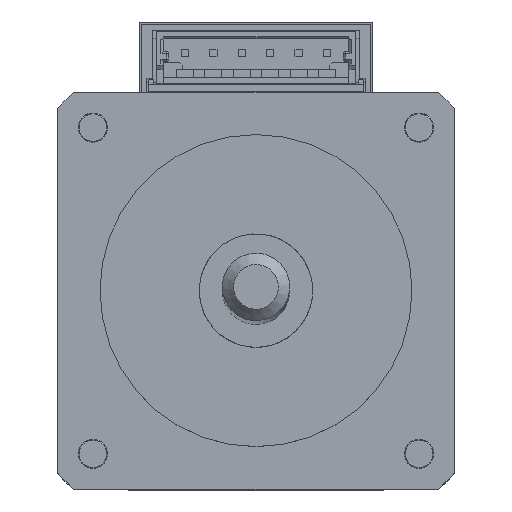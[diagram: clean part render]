
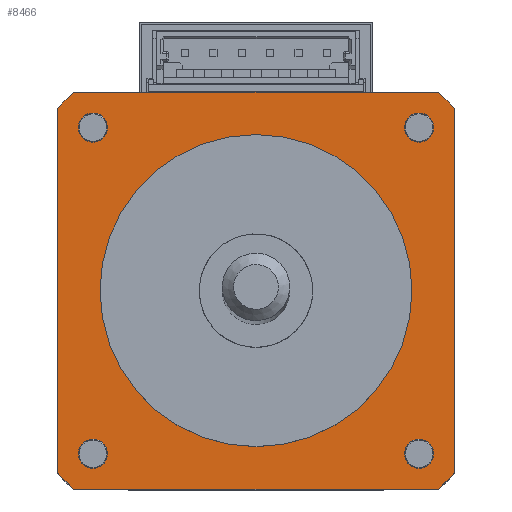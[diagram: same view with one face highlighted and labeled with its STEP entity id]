
A CAD part, top view. The second image highlights one B-rep face of the part: STEP entity #8466.
In plain terms, the highlighted planar face has unit normal (0, 0, 1).
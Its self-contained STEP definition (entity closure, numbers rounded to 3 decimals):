
#8232=CARTESIAN_POINT('',(12.525,-11.5,15.85));
#8233=VERTEX_POINT('',#8232);
#8234=CARTESIAN_POINT('',(11.5,-11.5,15.85));
#8235=DIRECTION('',(0.0,0.0,-1.0));
#8236=DIRECTION('',(1.0,0.0,0.0));
#8237=AXIS2_PLACEMENT_3D('',#8234,#8235,#8236);
#8238=CIRCLE('',#8237,1.025);
#8239=EDGE_CURVE('',#8233,#8233,#8238,.T.);
#8252=CARTESIAN_POINT('',(-10.475,11.5,15.85));
#8253=VERTEX_POINT('',#8252);
#8254=CARTESIAN_POINT('',(-11.5,11.5,15.85));
#8255=DIRECTION('',(0.0,0.0,-1.0));
#8256=DIRECTION('',(1.0,0.0,0.0));
#8257=AXIS2_PLACEMENT_3D('',#8254,#8255,#8256);
#8258=CIRCLE('',#8257,1.025);
#8259=EDGE_CURVE('',#8253,#8253,#8258,.T.);
#8272=CARTESIAN_POINT('',(12.525,11.5,15.85));
#8273=VERTEX_POINT('',#8272);
#8274=CARTESIAN_POINT('',(11.5,11.5,15.85));
#8275=DIRECTION('',(0.0,0.0,-1.0));
#8276=DIRECTION('',(1.0,0.0,0.0));
#8277=AXIS2_PLACEMENT_3D('',#8274,#8275,#8276);
#8278=CIRCLE('',#8277,1.025);
#8279=EDGE_CURVE('',#8273,#8273,#8278,.T.);
#8292=CARTESIAN_POINT('',(-10.475,-11.5,15.85));
#8293=VERTEX_POINT('',#8292);
#8294=CARTESIAN_POINT('',(-11.5,-11.5,15.85));
#8295=DIRECTION('',(0.0,0.0,-1.0));
#8296=DIRECTION('',(1.0,0.0,0.0));
#8297=AXIS2_PLACEMENT_3D('',#8294,#8295,#8296);
#8298=CIRCLE('',#8297,1.025);
#8299=EDGE_CURVE('',#8293,#8293,#8298,.T.);
#8320=CARTESIAN_POINT('',(11.0,0.,15.85));
#8321=VERTEX_POINT('',#8320);
#8322=CARTESIAN_POINT('',(0.0,0.0,15.85));
#8323=DIRECTION('',(0.0,0.0,-1.0));
#8324=DIRECTION('',(-1.0,0.0,0.0));
#8325=AXIS2_PLACEMENT_3D('',#8322,#8323,#8324);
#8326=CIRCLE('',#8325,11.0);
#8327=EDGE_CURVE('',#8321,#8321,#8326,.T.);
#8360=CARTESIAN_POINT('',(-12.845,-14.0,15.85));
#8361=VERTEX_POINT('',#8360);
#8368=CARTESIAN_POINT('',(-14.,-12.845,15.85));
#8369=VERTEX_POINT('',#8368);
#8370=CARTESIAN_POINT('',(0.0,0.0,15.85));
#8371=DIRECTION('',(0.0,0.0,1.0));
#8372=DIRECTION('',(0.737,0.676,0.0));
#8373=AXIS2_PLACEMENT_3D('',#8370,#8371,#8372);
#8374=CIRCLE('',#8373,19.);
#8375=EDGE_CURVE('',#8369,#8361,#8374,.T.);
#8386=CARTESIAN_POINT('',(0.,0.,15.85));
#8387=DIRECTION('',(0.0,0.0,1.0));
#8388=DIRECTION('',(1.0,0.0,0.0));
#8389=AXIS2_PLACEMENT_3D('',#8386,#8387,#8388);
#8390=PLANE('',#8389);
#8391=ORIENTED_EDGE('',*,*,#8375,.T.);
#8392=CARTESIAN_POINT('',(12.845,-14.0,15.85));
#8393=VERTEX_POINT('',#8392);
#8394=CARTESIAN_POINT('',(-12.845,-14.,15.85));
#8395=DIRECTION('',(1.0,0.0,0.0));
#8396=VECTOR('',#8395,25.69);
#8397=LINE('',#8394,#8396);
#8398=EDGE_CURVE('',#8361,#8393,#8397,.T.);
#8399=ORIENTED_EDGE('',*,*,#8398,.T.);
#8400=CARTESIAN_POINT('',(14.,-12.845,15.85));
#8401=VERTEX_POINT('',#8400);
#8402=CARTESIAN_POINT('',(0.0,0.0,15.85));
#8403=DIRECTION('',(0.0,0.0,1.0));
#8404=DIRECTION('',(-0.737,0.676,0.0));
#8405=AXIS2_PLACEMENT_3D('',#8402,#8403,#8404);
#8406=CIRCLE('',#8405,19.);
#8407=EDGE_CURVE('',#8393,#8401,#8406,.T.);
#8408=ORIENTED_EDGE('',*,*,#8407,.T.);
#8409=CARTESIAN_POINT('',(14.,12.845,15.85));
#8410=VERTEX_POINT('',#8409);
#8411=CARTESIAN_POINT('',(14.,-12.845,15.85));
#8412=DIRECTION('',(0.0,1.0,0.0));
#8413=VECTOR('',#8412,25.69);
#8414=LINE('',#8411,#8413);
#8415=EDGE_CURVE('',#8401,#8410,#8414,.T.);
#8416=ORIENTED_EDGE('',*,*,#8415,.T.);
#8417=CARTESIAN_POINT('',(12.845,14.0,15.85));
#8418=VERTEX_POINT('',#8417);
#8419=CARTESIAN_POINT('',(0.0,0.0,15.85));
#8420=DIRECTION('',(0.0,0.0,1.0));
#8421=DIRECTION('',(-0.737,-0.676,0.0));
#8422=AXIS2_PLACEMENT_3D('',#8419,#8420,#8421);
#8423=CIRCLE('',#8422,19.);
#8424=EDGE_CURVE('',#8410,#8418,#8423,.T.);
#8425=ORIENTED_EDGE('',*,*,#8424,.T.);
#8426=CARTESIAN_POINT('',(-12.845,14.0,15.85));
#8427=VERTEX_POINT('',#8426);
#8428=CARTESIAN_POINT('',(12.845,14.0,15.85));
#8429=DIRECTION('',(-1.0,0.0,0.0));
#8430=VECTOR('',#8429,25.69);
#8431=LINE('',#8428,#8430);
#8432=EDGE_CURVE('',#8418,#8427,#8431,.T.);
#8433=ORIENTED_EDGE('',*,*,#8432,.T.);
#8434=CARTESIAN_POINT('',(-14.,12.845,15.85));
#8435=VERTEX_POINT('',#8434);
#8436=CARTESIAN_POINT('',(0.0,0.0,15.85));
#8437=DIRECTION('',(0.0,0.0,1.0));
#8438=DIRECTION('',(0.737,-0.676,0.0));
#8439=AXIS2_PLACEMENT_3D('',#8436,#8437,#8438);
#8440=CIRCLE('',#8439,19.);
#8441=EDGE_CURVE('',#8427,#8435,#8440,.T.);
#8442=ORIENTED_EDGE('',*,*,#8441,.T.);
#8443=CARTESIAN_POINT('',(-14.,12.845,15.85));
#8444=DIRECTION('',(0.0,-1.0,0.0));
#8445=VECTOR('',#8444,25.69);
#8446=LINE('',#8443,#8445);
#8447=EDGE_CURVE('',#8435,#8369,#8446,.T.);
#8448=ORIENTED_EDGE('',*,*,#8447,.T.);
#8449=EDGE_LOOP('',(#8391,#8399,#8408,#8416,#8425,#8433,#8442,#8448));
#8450=FACE_OUTER_BOUND('',#8449,.T.);
#8451=ORIENTED_EDGE('',*,*,#8239,.T.);
#8452=EDGE_LOOP('',(#8451));
#8453=FACE_BOUND('',#8452,.T.);
#8454=ORIENTED_EDGE('',*,*,#8259,.T.);
#8455=EDGE_LOOP('',(#8454));
#8456=FACE_BOUND('',#8455,.T.);
#8457=ORIENTED_EDGE('',*,*,#8279,.T.);
#8458=EDGE_LOOP('',(#8457));
#8459=FACE_BOUND('',#8458,.T.);
#8460=ORIENTED_EDGE('',*,*,#8299,.T.);
#8461=EDGE_LOOP('',(#8460));
#8462=FACE_BOUND('',#8461,.T.);
#8463=ORIENTED_EDGE('',*,*,#8327,.T.);
#8464=EDGE_LOOP('',(#8463));
#8465=FACE_BOUND('',#8464,.T.);
#8466=ADVANCED_FACE('',(#8450,#8453,#8456,#8459,#8462,#8465),#8390,.T.);
